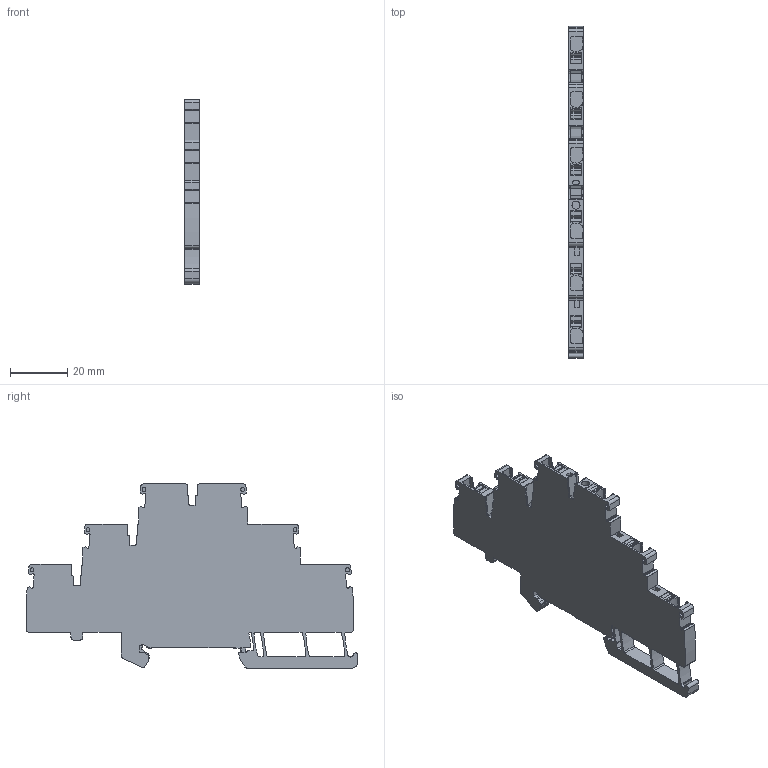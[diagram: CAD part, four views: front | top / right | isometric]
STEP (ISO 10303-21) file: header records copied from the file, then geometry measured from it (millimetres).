
FILE_DESCRIPTION(('CATIA V5 STEP Exchange','CAx-IF Rec.Pracs.--- Model Styling and Organization---1.5--- 2016-08-15','CAx-IF Rec.Pracs.---Supplemental Geometry---1.0---2011-11-01','CAx-IF Rec.Pracs.--- Composite Materials ---1.1---2010-07-15'),'2;1');
FILE_NAME ('D1462002_2', '2024-05-31T04:30:00+00:00', ('none'), ('Weidmueller'), 'CATIA Version 5-6 Release 2022 SP4 HF5', 'CATIA V5 STEP AP214 v3', 'none');
FILE_SCHEMA(('AUTOMOTIVE_DESIGN { 1 0 10303 214 1 1 1 1 }'));
Length unit declared in the file: millimetre
Products named in the file (1): 2428550000_A3T_2-5_PE
Bounding box: 5.1 x 115.58 x 64.15 mm (x, y, z)
Volume: 22060.5 mm3; surface area: 14190 mm2
Topology: 1 solids, 1 shells, 865 faces, 2472 edges, 1631 vertices
Faces by surface type: plane 479, cylinder 378, extrusion 8
Entity records: 28666 total; most frequent: CARTESIAN_POINT 6379, ORIENTED_EDGE 4944, DIRECTION 3584, EDGE_CURVE 2472, VECTOR 1671, LINE 1663, VERTEX_POINT 1631, AXIS2_PLACEMENT_3D 1263
